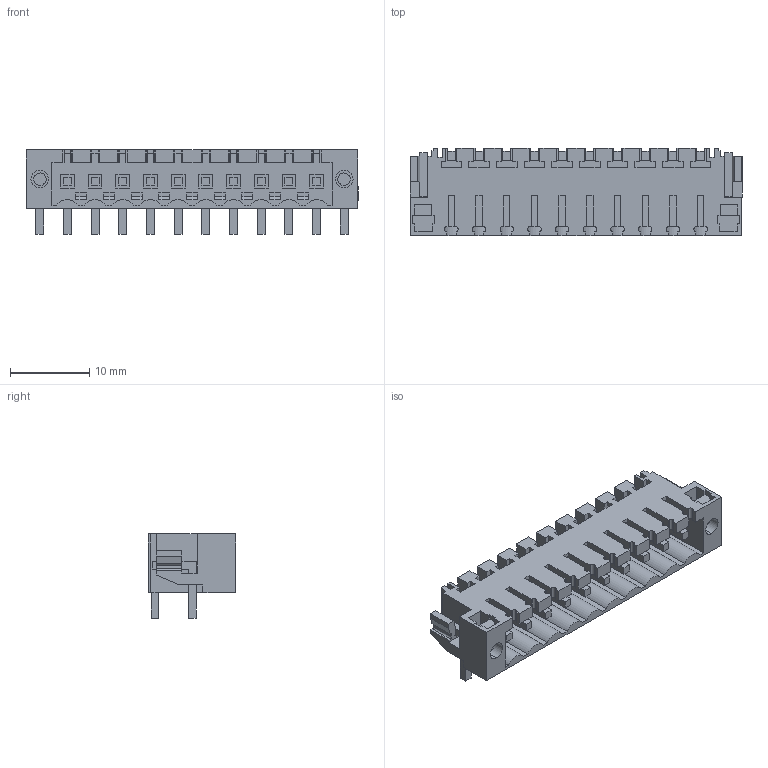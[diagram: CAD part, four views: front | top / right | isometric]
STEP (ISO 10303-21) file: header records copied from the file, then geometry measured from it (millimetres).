
FILE_DESCRIPTION(('CATIA V5 STEP Exchange','CAx-IF Rec.Pracs.--- Model Styling and Organization---1.2---2011-12-15'),'2;1');
FILE_NAME ('D1447766_0_1050530000_1050530000.stp','2018-03-14T13:00:24+00:00',('none'),('Weidmueller'),'CATIA Version 5-6 Release 2014','CATIA V5 STEP AP214','none');
FILE_SCHEMA(('AUTOMOTIVE_DESIGN { 1 0 10303 214 1 1 1 1 }'));
Length unit declared in the file: millimetre
Products named in the file (1): 1050530000
Bounding box: 41.95 x 11.05 x 10.65 mm (x, y, z)
Volume: 1533.6 mm3; surface area: 4060.5 mm2
Topology: 13 solids, 13 shells, 806 faces, 2425 edges, 1666 vertices
Faces by surface type: plane 744, cylinder 62
Entity records: 26139 total; most frequent: ORIENTED_EDGE 4850, CARTESIAN_POINT 4617, DIRECTION 3429, EDGE_CURVE 2425, VECTOR 2301, LINE 2301, VERTEX_POINT 1666, EDGE_LOOP 855
